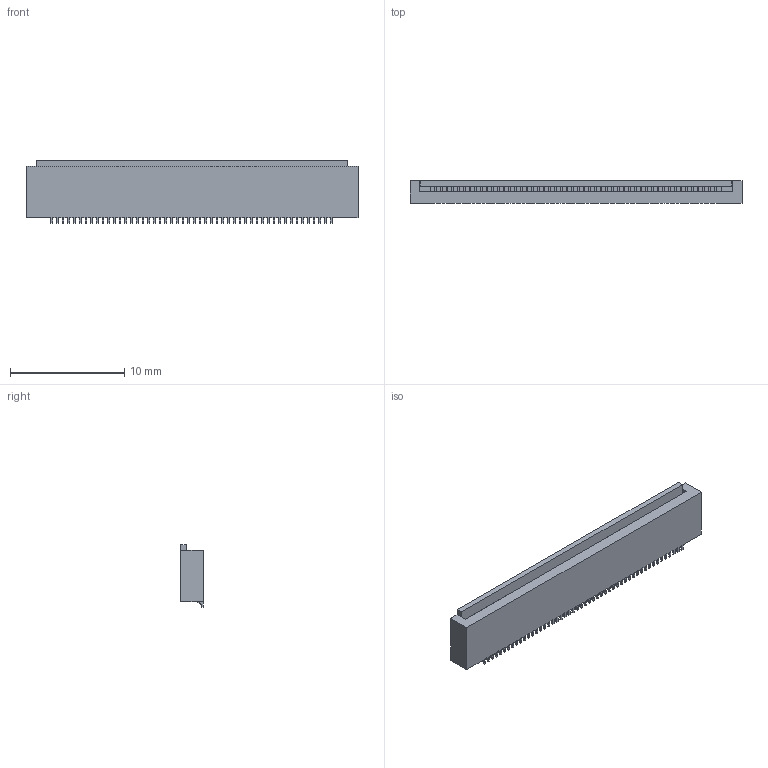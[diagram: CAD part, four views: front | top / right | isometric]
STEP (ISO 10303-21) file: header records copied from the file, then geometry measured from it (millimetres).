
FILE_DESCRIPTION((''),'2;1');
FILE_NAME('50PIN','2012-09-18T',('Administrator'),(''),'PRO/ENGINEER BY PARAMETRIC TECHNOLOGY CORPORATION, 2008230','PRO/ENGINEER BY PARAMETRIC TECHNOLOGY CORPORATION, 2008230','');
FILE_SCHEMA(('AUTOMOTIVE_DESIGN_CC2 { 1 2 10303 214 -1 1 5 2 }'));
Length unit declared in the file: millimetre
Products named in the file (1): 50PIN
Bounding box: 29.1 x 2 x 5.5 mm (x, y, z)
Volume: 226.1 mm3; surface area: 656.2 mm2
Topology: 1 solids, 1 shells, 474 faces, 1620 edges, 1048 vertices
Faces by surface type: plane 424, extrusion 50
Entity records: 18090 total; most frequent: CARTESIAN_POINT 3943, ORIENTED_EDGE 3240, DIRECTION 2520, EDGE_CURVE 1620, VECTOR 1570, LINE 1520, VERTEX_POINT 1048, AXIS2_PLACEMENT_3D 475
